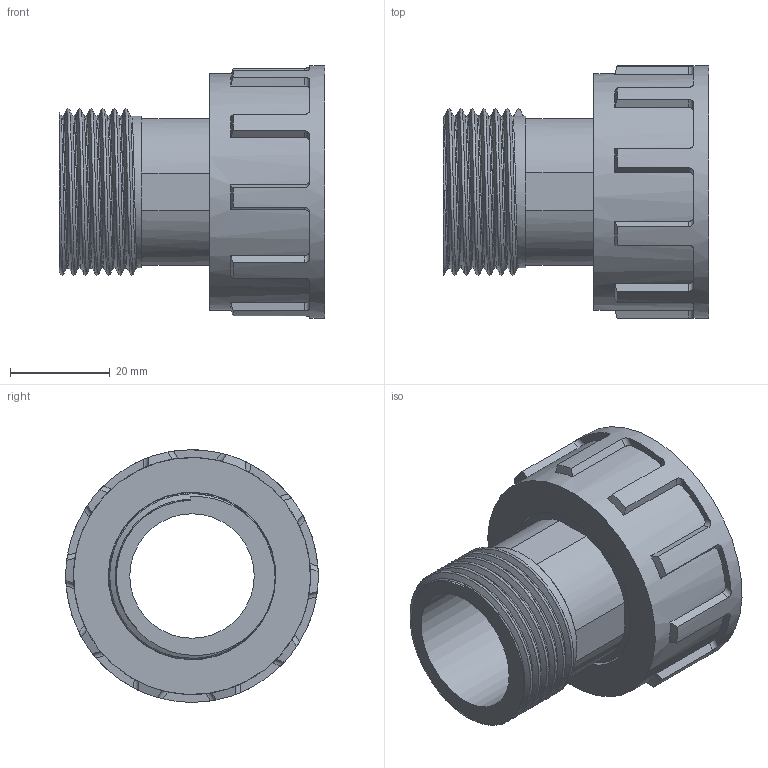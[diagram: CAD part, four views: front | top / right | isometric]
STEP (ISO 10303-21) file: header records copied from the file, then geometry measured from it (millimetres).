
FILE_DESCRIPTION (( 'STEP AP203' ), '1' );
FILE_NAME ('00650_0907.STEP', '2017-06-07T13:04:08', ( '' ), ( '' ), 'SwSTEP 2.0', 'SolidWorks 2011', '' );
FILE_SCHEMA (( 'CONFIG_CONTROL_DESIGN' ));
Length unit declared in the file: millimetre
Products named in the file (4): 00122_0909; 00653_0907; 00650_0907; 00125_0909
Assembly tree (3 placements, depth 2):
  00650_0907
    00122_0909
    00125_0909
    00653_0907
Bounding box: 53.1 x 50.49 x 50.49 mm (x, y, z)
Volume: 27940.5 mm3; surface area: 21312.7 mm2
Topology: 3 solids, 3 shells, 120 faces, 325 edges, 215 vertices
Faces by surface type: cylinder 47, plane 47, cone 13, bspline 10, torus 3
Full cylindrical faces by diameter (mm): 24.9 x1, 26.5 x1, 30.3 x6, 32.9 x1, 33.5 x1, 37.9 x1, 38.56 x1, 41.91 x7, 47.4 x1, 50.5 x1
Entity records: 10424 total; most frequent: CARTESIAN_POINT 7570, ORIENTED_EDGE 542, DIRECTION 458, EDGE_CURVE 271, VERTEX_POINT 185, AXIS2_PLACEMENT_3D 178, EDGE_LOOP 128, FACE_OUTER_BOUND 117
